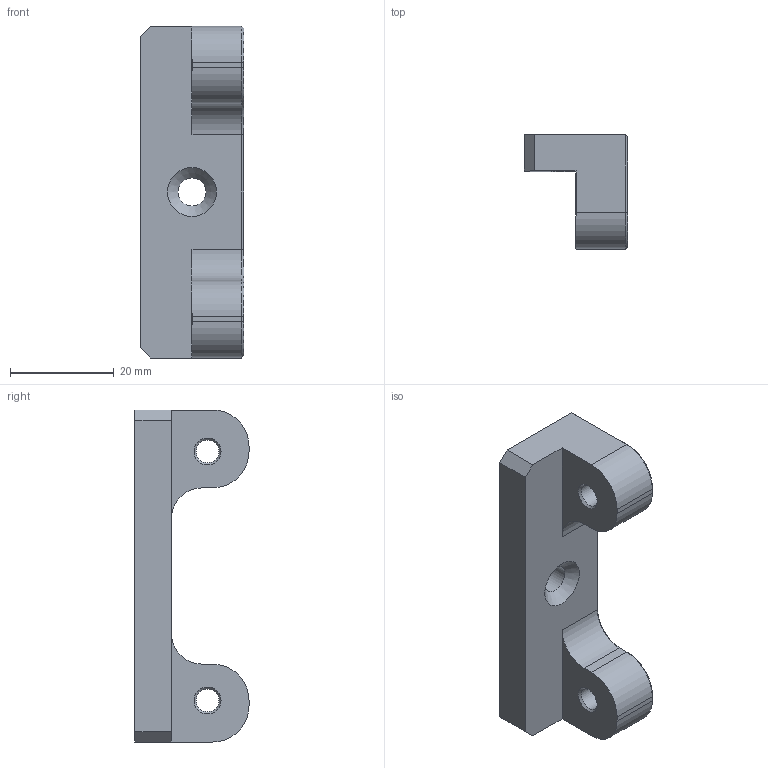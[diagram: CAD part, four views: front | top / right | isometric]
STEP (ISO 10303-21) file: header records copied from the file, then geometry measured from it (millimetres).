
FILE_DESCRIPTION(('FreeCAD Model'),'2;1');
FILE_NAME('Open CASCADE Shape Model','2025-08-22T22:52:28',(''),(''), 'Open CASCADE STEP processor 7.7','FreeCAD','Unknown');
FILE_SCHEMA(('AUTOMOTIVE_DESIGN { 1 0 10303 214 1 1 1 1 }'));
Length unit declared in the file: millimetre
Products named in the file (1): EquerreTireFil
Bounding box: 20 x 22 x 64 mm (x, y, z)
Volume: 12638.3 mm3; surface area: 5201.2 mm2
Topology: 1 solids, 1 shells, 43 faces, 105 edges, 64 vertices
Faces by surface type: plane 22, cone 12, cylinder 9
Full cylindrical faces by diameter (mm): 4.4 x2, 5.4 x1
Entity records: 1279 total; most frequent: DIRECTION 223, CARTESIAN_POINT 213, ORIENTED_EDGE 210, EDGE_CURVE 105, LINE 75, VECTOR 75, AXIS2_PLACEMENT_3D 74, VERTEX_POINT 64
